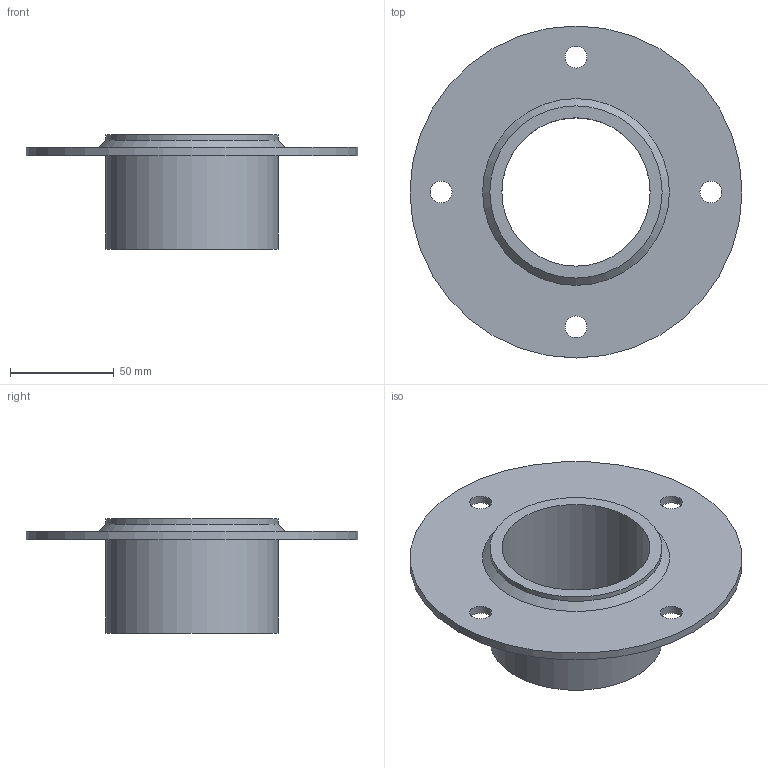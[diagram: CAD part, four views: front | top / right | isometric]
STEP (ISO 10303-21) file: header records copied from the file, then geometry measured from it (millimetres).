
FILE_DESCRIPTION((''),'2;1');
FILE_NAME('SLFR70.stp','2017-02-08T07:12:16',('se-mareng'),(''),'Autodesk Inventor 2013','Autodesk Inventor 2013','');
FILE_SCHEMA(('AUTOMOTIVE_DESIGN { 1 0 10303 214 1 1 1 1 }'));
Length unit declared in the file: millimetre
Products named in the file (1): SLFR70_old
Bounding box: 160 x 160 x 55 mm (x, y, z)
Volume: 135789 mm3; surface area: 59161.8 mm2
Topology: 1 solids, 1 shells, 13 faces, 31 edges, 22 vertices
Faces by surface type: cylinder 8, plane 4, cone 1
Full cylindrical faces by diameter (mm): 10.5 x4, 71.5 x1, 83 x2, 160 x1
Entity records: 357 total; most frequent: DIRECTION 62, CARTESIAN_POINT 48, ORIENTED_EDGE 34, EDGE_LOOP 34, AXIS2_PLACEMENT_3D 31, FACE_BOUND 21, VERTEX_POINT 17, CIRCLE 17
